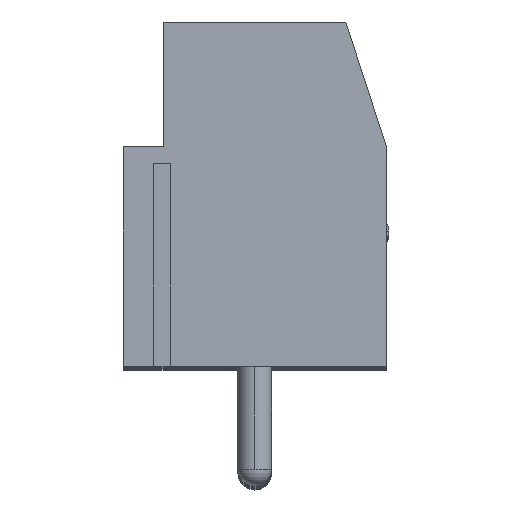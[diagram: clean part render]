
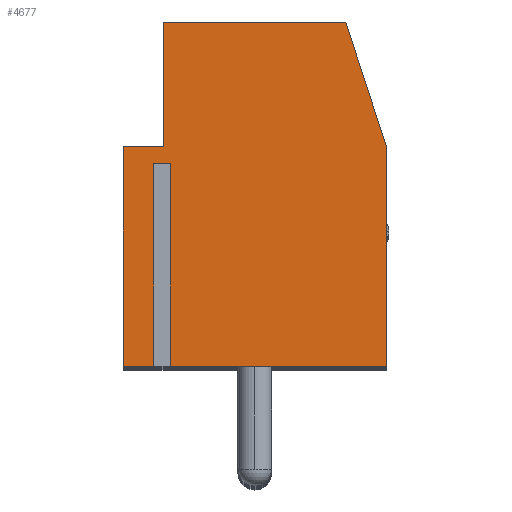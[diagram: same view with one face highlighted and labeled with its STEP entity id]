
A CAD part, top view. The second image highlights one B-rep face of the part: STEP entity #4677.
In plain terms, the highlighted planar face has unit normal (0, 0, 1).
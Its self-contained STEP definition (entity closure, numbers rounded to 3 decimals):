
#16 = VECTOR ( 'NONE', #4163, 1000. ) ;
#129 = ORIENTED_EDGE ( 'NONE', *, *, #1848, .T. ) ;
#137 = VECTOR ( 'NONE', #4914, 1000. ) ;
#187 = CARTESIAN_POINT ( 'NONE',  ( 0., -5.1, 0. ) ) ;
#259 = CARTESIAN_POINT ( 'NONE',  ( 0., -5.1, 0. ) ) ;
#274 = EDGE_LOOP ( 'NONE', ( #899, #1763, #4991, #4980, #129, #2351, #579, #572, #4552, #4676, #3098 ) ) ;
#281 = CARTESIAN_POINT ( 'NONE',  ( -3.9, 1.4, 0. ) ) ;
#303 = EDGE_CURVE ( 'NONE', #4113, #420, #4323, .T. ) ;
#312 = CARTESIAN_POINT ( 'NONE',  ( -2.7, 1.4, 0. ) ) ;
#364 = DIRECTION ( 'NONE',  ( 0., 1., 0. ) ) ;
#420 = VERTEX_POINT ( 'NONE', #1913 ) ;
#473 = EDGE_CURVE ( 'NONE', #1274, #1941, #2558, .T. ) ;
#534 = VECTOR ( 'NONE', #1351, 1000. ) ;
#549 = CARTESIAN_POINT ( 'NONE',  ( 3.9, 0., 0. ) ) ;
#563 = DIRECTION ( 'NONE',  ( -1., 0., 0. ) ) ;
#572 = ORIENTED_EDGE ( 'NONE', *, *, #303, .F. ) ;
#579 = ORIENTED_EDGE ( 'NONE', *, *, #1227, .T. ) ;
#721 = AXIS2_PLACEMENT_3D ( 'NONE', #4560, #5466, #2779 ) ;
#800 = VECTOR ( 'NONE', #4235, 1000. ) ;
#899 = ORIENTED_EDGE ( 'NONE', *, *, #2445, .T. ) ;
#951 = CARTESIAN_POINT ( 'NONE',  ( -3., 0.9, 0. ) ) ;
#1086 = CARTESIAN_POINT ( 'NONE',  ( -2.61, 0.9, 0. ) ) ;
#1227 = EDGE_CURVE ( 'NONE', #4160, #420, #2699, .T. ) ;
#1258 = LINE ( 'NONE', #187, #4009 ) ;
#1274 = VERTEX_POINT ( 'NONE', #1086 ) ;
#1294 = DIRECTION ( 'NONE',  ( -1., 0., 0. ) ) ;
#1313 = DIRECTION ( 'NONE',  ( -0.309, 0.951, 0. ) ) ;
#1351 = DIRECTION ( 'NONE',  ( 0., -1., 0. ) ) ;
#1396 = CARTESIAN_POINT ( 'NONE',  ( -3.9, 0., 0. ) ) ;
#1406 = LINE ( 'NONE', #259, #137 ) ;
#1611 = EDGE_CURVE ( 'NONE', #3488, #1274, #5920, .T. ) ;
#1727 = CARTESIAN_POINT ( 'NONE',  ( -2.7, 5.1, 0. ) ) ;
#1763 = ORIENTED_EDGE ( 'NONE', *, *, #4718, .T. ) ;
#1848 = EDGE_CURVE ( 'NONE', #3488, #4236, #1406, .T. ) ;
#1913 = CARTESIAN_POINT ( 'NONE',  ( 2.7, 5.1, 0. ) ) ;
#1941 = VERTEX_POINT ( 'NONE', #3191 ) ;
#2169 = VECTOR ( 'NONE', #3685, 1000. ) ;
#2351 = ORIENTED_EDGE ( 'NONE', *, *, #3442, .F. ) ;
#2397 = VERTEX_POINT ( 'NONE', #281 ) ;
#2445 = EDGE_CURVE ( 'NONE', #2621, #3958, #1258, .T. ) ;
#2456 = DIRECTION ( 'NONE',  ( 0., -1., 0. ) ) ;
#2545 = CARTESIAN_POINT ( 'NONE',  ( 3.94, 1.278, 0. ) ) ;
#2554 = LINE ( 'NONE', #1396, #16 ) ;
#2558 = LINE ( 'NONE', #951, #4808 ) ;
#2621 = VERTEX_POINT ( 'NONE', #4469 ) ;
#2699 = LINE ( 'NONE', #2545, #3331 ) ;
#2779 = DIRECTION ( 'NONE',  ( 1., 0., 0. ) ) ;
#3098 = ORIENTED_EDGE ( 'NONE', *, *, #3295, .T. ) ;
#3184 = CARTESIAN_POINT ( 'NONE',  ( 3.9, 1.4, 0. ) ) ;
#3191 = CARTESIAN_POINT ( 'NONE',  ( -2.89, 0.9, 0. ) ) ;
#3244 = CARTESIAN_POINT ( 'NONE',  ( -2.89, -9.1, 0. ) ) ;
#3295 = EDGE_CURVE ( 'NONE', #2397, #2621, #2554, .T. ) ;
#3331 = VECTOR ( 'NONE', #1313, 1000. ) ;
#3368 = CARTESIAN_POINT ( 'NONE',  ( -2.61, -5.1, 0. ) ) ;
#3442 = EDGE_CURVE ( 'NONE', #4160, #4236, #5441, .T. ) ;
#3456 = VECTOR ( 'NONE', #1294, 1000. ) ;
#3488 = VERTEX_POINT ( 'NONE', #3368 ) ;
#3537 = LINE ( 'NONE', #3244, #2169 ) ;
#3680 = FACE_OUTER_BOUND ( 'NONE', #274, .T. ) ;
#3685 = DIRECTION ( 'NONE',  ( 0., 1., 0. ) ) ;
#3958 = VERTEX_POINT ( 'NONE', #4705 ) ;
#4009 = VECTOR ( 'NONE', #4896, 1000. ) ;
#4044 = CARTESIAN_POINT ( 'NONE',  ( -2.61, -9.1, 0. ) ) ;
#4104 = VERTEX_POINT ( 'NONE', #312 ) ;
#4113 = VERTEX_POINT ( 'NONE', #1727 ) ;
#4116 = VECTOR ( 'NONE', #2456, 1000. ) ;
#4160 = VERTEX_POINT ( 'NONE', #3184 ) ;
#4163 = DIRECTION ( 'NONE',  ( 0., -1., 0. ) ) ;
#4219 = CARTESIAN_POINT ( 'NONE',  ( 0., 5.1, 0. ) ) ;
#4235 = DIRECTION ( 'NONE',  ( 1., 0., 0. ) ) ;
#4236 = VERTEX_POINT ( 'NONE', #4572 ) ;
#4323 = LINE ( 'NONE', #4219, #800 ) ;
#4365 = LINE ( 'NONE', #5462, #534 ) ;
#4469 = CARTESIAN_POINT ( 'NONE',  ( -3.9, -5.1, 0. ) ) ;
#4537 = CARTESIAN_POINT ( 'NONE',  ( 0., 1.4, 0. ) ) ;
#4552 = ORIENTED_EDGE ( 'NONE', *, *, #5822, .T. ) ;
#4560 = CARTESIAN_POINT ( 'NONE',  ( 0., 0., 0. ) ) ;
#4572 = CARTESIAN_POINT ( 'NONE',  ( 3.9, -5.1, 0. ) ) ;
#4676 = ORIENTED_EDGE ( 'NONE', *, *, #5776, .T. ) ;
#4677 = ADVANCED_FACE ( 'NONE', ( #3680 ), #5020, .T. ) ;
#4705 = CARTESIAN_POINT ( 'NONE',  ( -2.89, -5.1, 0. ) ) ;
#4718 = EDGE_CURVE ( 'NONE', #3958, #1941, #3537, .T. ) ;
#4808 = VECTOR ( 'NONE', #563, 1000. ) ;
#4896 = DIRECTION ( 'NONE',  ( 1., 0., 0. ) ) ;
#4914 = DIRECTION ( 'NONE',  ( 1., 0., 0. ) ) ;
#4980 = ORIENTED_EDGE ( 'NONE', *, *, #1611, .F. ) ;
#4991 = ORIENTED_EDGE ( 'NONE', *, *, #473, .F. ) ;
#5020 = PLANE ( 'NONE',  #721 ) ;
#5441 = LINE ( 'NONE', #549, #4116 ) ;
#5462 = CARTESIAN_POINT ( 'NONE',  ( -2.7, 0., 0. ) ) ;
#5466 = DIRECTION ( 'NONE',  ( 0., 0., 1. ) ) ;
#5569 = LINE ( 'NONE', #4537, #3456 ) ;
#5776 = EDGE_CURVE ( 'NONE', #4104, #2397, #5569, .T. ) ;
#5780 = VECTOR ( 'NONE', #364, 1000. ) ;
#5822 = EDGE_CURVE ( 'NONE', #4113, #4104, #4365, .T. ) ;
#5920 = LINE ( 'NONE', #4044, #5780 ) ;
